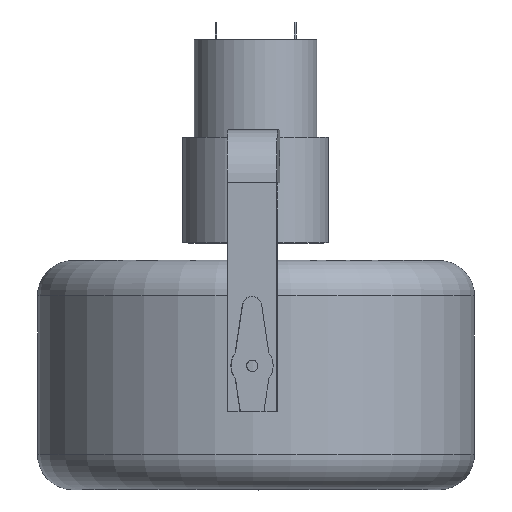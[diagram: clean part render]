
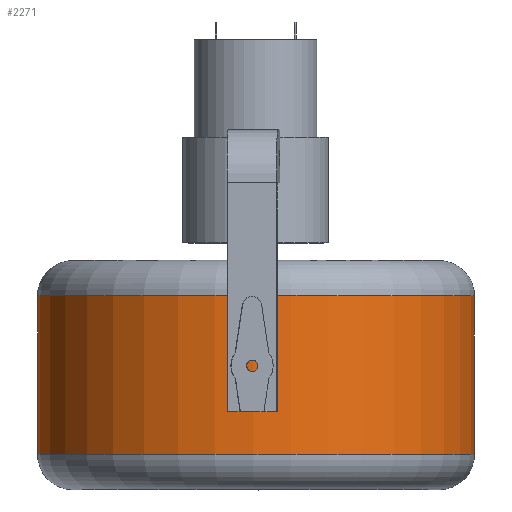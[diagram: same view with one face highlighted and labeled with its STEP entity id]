
A CAD part, top view. The second image highlights one B-rep face of the part: STEP entity #2271.
In plain terms, the highlighted cylindrical face has radius 62 mm (diameter 124 mm), a full revolution.
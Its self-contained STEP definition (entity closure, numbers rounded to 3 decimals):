
#323=LINE('',#3992,#508);
#508=VECTOR('',#3136,62.);
#602=CYLINDRICAL_SURFACE('',#2556,62.);
#716=FACE_OUTER_BOUND('',#892,.T.);
#892=EDGE_LOOP('',(#2004,#2005,#2006,#2007));
#1026=CIRCLE('',#2554,62.);
#1028=CIRCLE('',#2557,62.);
#1198=VERTEX_POINT('',#3986);
#1199=VERTEX_POINT('',#3990);
#1474=EDGE_CURVE('',#1198,#1198,#1026,.T.);
#1476=EDGE_CURVE('',#1199,#1199,#1028,.T.);
#1477=EDGE_CURVE('',#1199,#1198,#323,.T.);
#2004=ORIENTED_EDGE('',*,*,#1476,.F.);
#2005=ORIENTED_EDGE('',*,*,#1477,.T.);
#2006=ORIENTED_EDGE('',*,*,#1474,.F.);
#2007=ORIENTED_EDGE('',*,*,#1477,.F.);
#2271=ADVANCED_FACE('',(#716),#602,.T.);
#2554=AXIS2_PLACEMENT_3D('',#3987,#3128,#3129);
#2556=AXIS2_PLACEMENT_3D('',#3989,#3132,#3133);
#2557=AXIS2_PLACEMENT_3D('',#3991,#3134,#3135);
#3128=DIRECTION('center_axis',(0.,0.,-1.));
#3129=DIRECTION('ref_axis',(1.,0.,0.));
#3132=DIRECTION('center_axis',(0.,0.,1.));
#3133=DIRECTION('ref_axis',(1.,0.,0.));
#3134=DIRECTION('center_axis',(0.,0.,1.));
#3135=DIRECTION('ref_axis',(1.,0.,0.));
#3136=DIRECTION('',(0.,0.,-1.));
#3986=CARTESIAN_POINT('',(-62.,0.,10.));
#3987=CARTESIAN_POINT('Origin',(0.,0.,10.));
#3989=CARTESIAN_POINT('Origin',(0.,0.,0.));
#3990=CARTESIAN_POINT('',(-62.,0.,55.));
#3991=CARTESIAN_POINT('Origin',(0.,0.,55.));
#3992=CARTESIAN_POINT('',(-62.,0.,0.));
